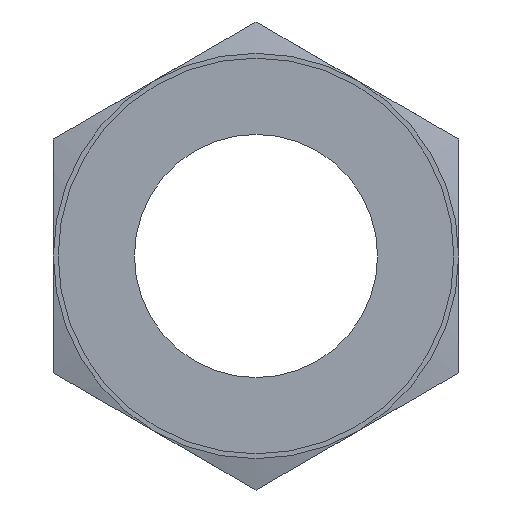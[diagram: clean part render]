
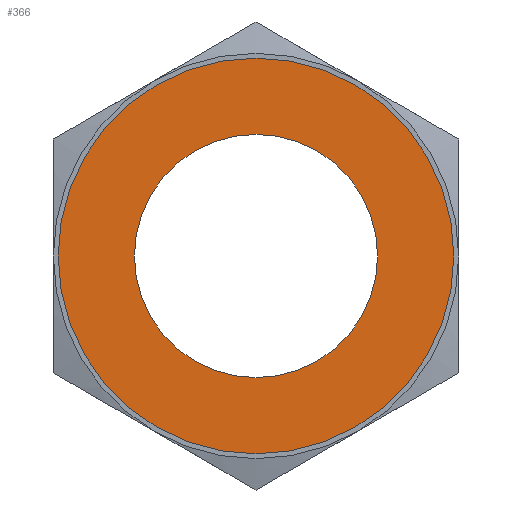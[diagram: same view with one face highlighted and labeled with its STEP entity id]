
A CAD part, left-side view. The second image highlights one B-rep face of the part: STEP entity #366.
In plain terms, the highlighted planar face has unit normal (-1, 0, 0).
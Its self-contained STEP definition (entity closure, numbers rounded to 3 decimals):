
#24=FACE_BOUND('',#104,.T.);
#46=PLANE('',#412);
#71=FACE_OUTER_BOUND('',#103,.T.);
#103=EDGE_LOOP('',(#324));
#104=EDGE_LOOP('',(#325));
#124=CIRCLE('',#411,5.1);
#125=CIRCLE('',#413,8.3);
#179=VERTEX_POINT('',#662);
#180=VERTEX_POINT('',#665);
#228=EDGE_CURVE('',#179,#179,#124,.T.);
#229=EDGE_CURVE('',#180,#180,#125,.T.);
#324=ORIENTED_EDGE('',*,*,#229,.F.);
#325=ORIENTED_EDGE('',*,*,#228,.T.);
#366=ADVANCED_FACE('',(#71,#24),#46,.T.);
#411=AXIS2_PLACEMENT_3D('',#663,#505,#506);
#412=AXIS2_PLACEMENT_3D('',#664,#507,#508);
#413=AXIS2_PLACEMENT_3D('',#666,#509,#510);
#505=DIRECTION('center_axis',(1.,0.,0.));
#506=DIRECTION('ref_axis',(0.,0.,-1.));
#507=DIRECTION('center_axis',(-1.,0.,0.));
#508=DIRECTION('ref_axis',(0.,0.,1.));
#509=DIRECTION('center_axis',(1.,0.,0.));
#510=DIRECTION('ref_axis',(0.,0.,-1.));
#662=CARTESIAN_POINT('',(0.,5.1,0.));
#663=CARTESIAN_POINT('Origin',(0.,0.,0.));
#664=CARTESIAN_POINT('Origin',(0.,8.3,0.));
#665=CARTESIAN_POINT('',(0.,8.3,0.));
#666=CARTESIAN_POINT('Origin',(0.,0.,0.));
